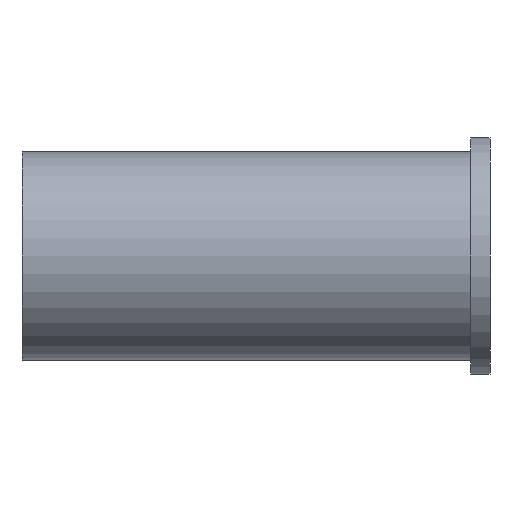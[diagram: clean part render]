
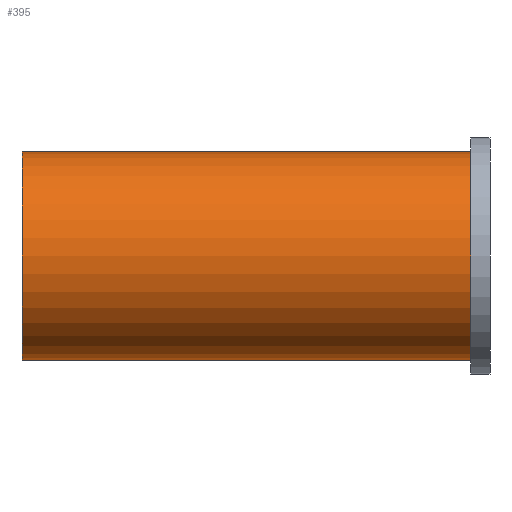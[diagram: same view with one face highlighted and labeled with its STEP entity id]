
A CAD part, left-side view. The second image highlights one B-rep face of the part: STEP entity #395.
In plain terms, the highlighted cylindrical face has radius 12.696 mm (diameter 25.392 mm), a partial arc.
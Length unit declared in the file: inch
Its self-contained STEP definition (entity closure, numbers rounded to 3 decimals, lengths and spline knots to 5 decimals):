
#3 = CIRCLE ( 'NONE', #385, 0.49985 ) ;
#9 = VERTEX_POINT ( 'NONE', #71 ) ;
#44 = ORIENTED_EDGE ( 'NONE', *, *, #358, .F. ) ;
#63 = EDGE_CURVE ( 'NONE', #69, #179, #314, .T. ) ;
#64 = VERTEX_POINT ( 'NONE', #103 ) ;
#67 = EDGE_CURVE ( 'NONE', #64, #9, #267, .T. ) ;
#69 = VERTEX_POINT ( 'NONE', #291 ) ;
#71 = CARTESIAN_POINT ( 'NONE',  ( 0., 0.093, -0.49985 ) ) ;
#80 = CARTESIAN_POINT ( 'NONE',  ( 0., 2.248, -0.49985 ) ) ;
#102 = CYLINDRICAL_SURFACE ( 'NONE', #315, 0.49985 ) ;
#103 = CARTESIAN_POINT ( 'NONE',  ( 0., 2.248, -0.49985 ) ) ;
#144 = EDGE_CURVE ( 'NONE', #9, #179, #3, .T. ) ;
#148 = ORIENTED_EDGE ( 'NONE', *, *, #67, .T. ) ;
#164 = DIRECTION ( 'NONE',  ( 0., -1., 0. ) ) ;
#167 = ORIENTED_EDGE ( 'NONE', *, *, #63, .F. ) ;
#169 = CARTESIAN_POINT ( 'NONE',  ( 0., 0.093, 0. ) ) ;
#179 = VERTEX_POINT ( 'NONE', #330 ) ;
#187 = CIRCLE ( 'NONE', #322, 0.49985 ) ;
#194 = DIRECTION ( 'NONE',  ( 0., -1., 0. ) ) ;
#207 = DIRECTION ( 'NONE',  ( 0., 0., -1. ) ) ;
#216 = CARTESIAN_POINT ( 'NONE',  ( 0., 2.248, 0.49985 ) ) ;
#221 = VECTOR ( 'NONE', #164, 39.37008 ) ;
#232 = DIRECTION ( 'NONE',  ( 0., 0., 1. ) ) ;
#233 = DIRECTION ( 'NONE',  ( 0., 1., 0. ) ) ;
#248 = VECTOR ( 'NONE', #194, 39.37008 ) ;
#267 = LINE ( 'NONE', #80, #248 ) ;
#279 = EDGE_LOOP ( 'NONE', ( #167, #44, #148, #282 ) ) ;
#282 = ORIENTED_EDGE ( 'NONE', *, *, #144, .T. ) ;
#283 = DIRECTION ( 'NONE',  ( 0., -1., 0. ) ) ;
#291 = CARTESIAN_POINT ( 'NONE',  ( 0., 2.248, 0.49985 ) ) ;
#310 = CARTESIAN_POINT ( 'NONE',  ( 0., 2.248, 0. ) ) ;
#314 = LINE ( 'NONE', #216, #221 ) ;
#315 = AXIS2_PLACEMENT_3D ( 'NONE', #310, #283, #207 ) ;
#322 = AXIS2_PLACEMENT_3D ( 'NONE', #420, #338, #336 ) ;
#330 = CARTESIAN_POINT ( 'NONE',  ( 0., 0.093, 0.49985 ) ) ;
#336 = DIRECTION ( 'NONE',  ( 0., 0., 1. ) ) ;
#338 = DIRECTION ( 'NONE',  ( 0., 1., 0. ) ) ;
#358 = EDGE_CURVE ( 'NONE', #64, #69, #187, .T. ) ;
#363 = FACE_OUTER_BOUND ( 'NONE', #279, .T. ) ;
#385 = AXIS2_PLACEMENT_3D ( 'NONE', #169, #233, #232 ) ;
#395 = ADVANCED_FACE ( 'NONE', ( #363 ), #102, .T. ) ;
#420 = CARTESIAN_POINT ( 'NONE',  ( 0., 2.248, 0. ) ) ;
